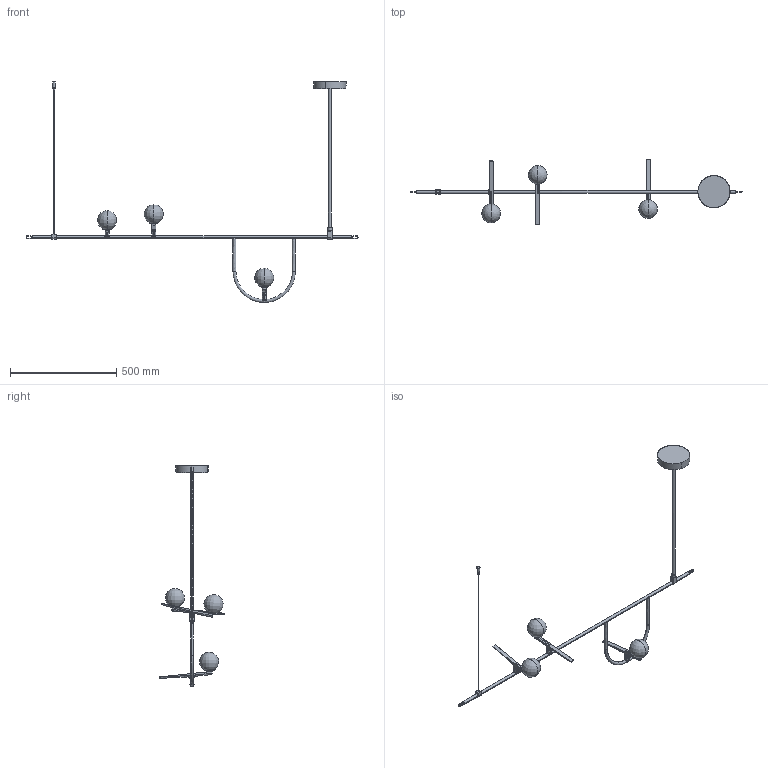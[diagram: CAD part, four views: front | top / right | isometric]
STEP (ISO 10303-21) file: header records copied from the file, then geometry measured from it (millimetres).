
FILE_DESCRIPTION(/* description */ (''),/* implementation_level */ '2;1');
FILE_NAME(/* name */ '3D 110400_Yanzi Suspension1',/* time_stamp */ '2018-01-03T16:32:07+01:00',/* author */ (''),/* organization */ (''),/* preprocessor_version */ 'ST-DEVELOPER v10',/* originating_system */ '',/* authorisation */ '');
FILE_SCHEMA (('AUTOMOTIVE_DESIGN'));
Length unit declared in the file: millimetre
Products named in the file (1): 1
Bounding box: 1564.01 x 309.72 x 1040.65 mm (x, y, z)
Surface area: 322191.6 mm2 (no closed solid volume)
Topology: 0 solids, 35 shells, 651 faces, 1644 edges, 1000 vertices
Faces by surface type: bspline 483, plane 168
Entity records: 22311 total; most frequent: CARTESIAN_POINT 13043, ORIENTED_EDGE 2941, EDGE_CURVE 1594, VERTEX_POINT 987, B_SPLINE_CURVE_WITH_KNOTS 838, EDGE_LOOP 671, ADVANCED_FACE 645, FACE_OUTER_BOUND 645
